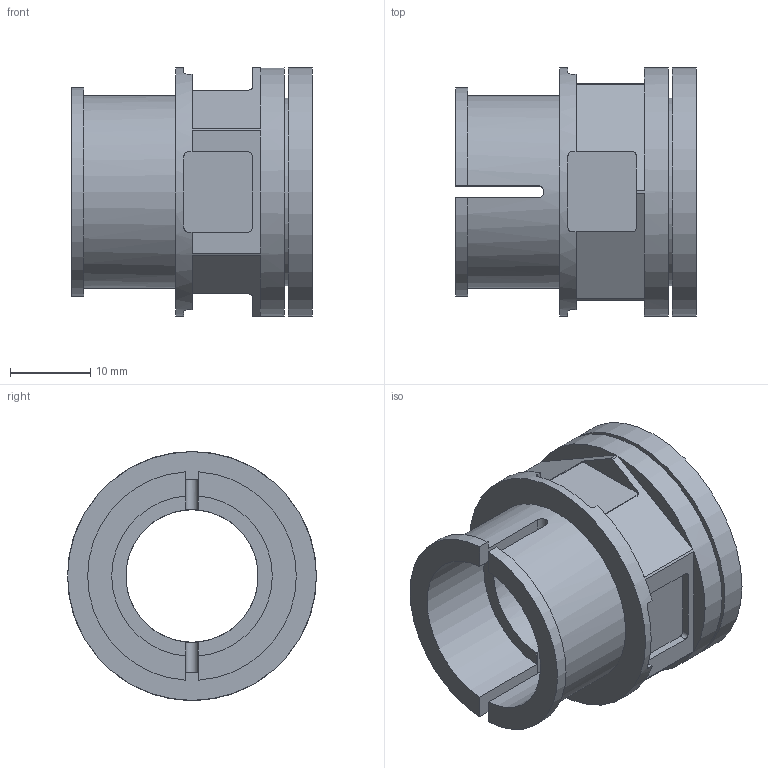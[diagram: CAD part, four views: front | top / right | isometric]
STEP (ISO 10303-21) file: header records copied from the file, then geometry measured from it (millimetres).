
FILE_DESCRIPTION( ( 'STEP AP203' ), '1' );
FILE_NAME( 'FLEXA RQGST-M 5604.021.220.stp', '2020-03-24T09:28:36', ( 'License CC BY-ND 4.0' ), ( 'CADENAS' ), ' ', 'PARTsolutions', ' ' );
FILE_SCHEMA( ( 'CONFIG_CONTROL_DESIGN' ) );
Length unit declared in the file: millimetre
Products named in the file (1): _FLEXA RQGST-M 5604.021.220
Bounding box: 30 x 31 x 31 mm (x, y, z)
Volume: 7568.2 mm3; surface area: 6762.2 mm2
Topology: 1 solids, 1 shells, 83 faces, 225 edges, 150 vertices
Faces by surface type: plane 55, cylinder 28
Full cylindrical faces by diameter (mm): 16.5 x1, 21.2 x1, 23.4 x1, 24 x1, 31 x2
Entity records: 2670 total; most frequent: CARTESIAN_POINT 536, DIRECTION 436, ORIENTED_EDGE 428, EDGE_CURVE 214, AXIS2_PLACEMENT_3D 150, VERTEX_POINT 146, LINE 136, VECTOR 136
